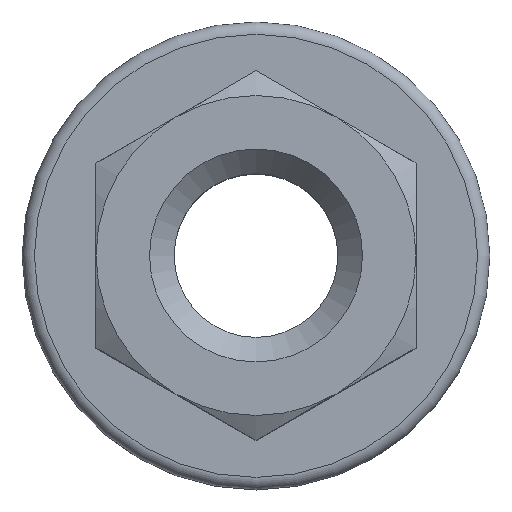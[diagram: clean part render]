
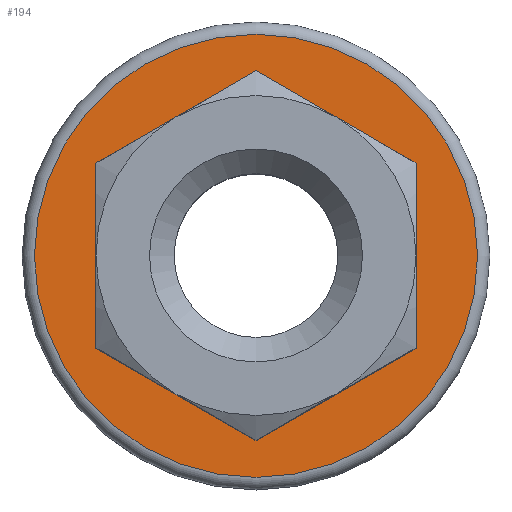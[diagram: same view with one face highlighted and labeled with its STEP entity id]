
A CAD part, top view. The second image highlights one B-rep face of the part: STEP entity #194.
In plain terms, the highlighted planar face has unit normal (0, 0, 1).
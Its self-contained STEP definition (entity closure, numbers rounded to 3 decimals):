
#194 = ADVANCED_FACE( '', ( #263, #264 ), #265, .T. );
#263 = FACE_OUTER_BOUND( '', #344, .T. );
#264 = FACE_BOUND( '', #345, .T. );
#265 = PLANE( '', #346 );
#344 = EDGE_LOOP( '', ( #488 ) );
#345 = EDGE_LOOP( '', ( #489, #490, #491, #492, #493, #494 ) );
#346 = AXIS2_PLACEMENT_3D( '', #495, #496, #497 );
#488 = ORIENTED_EDGE( '', *, *, #580, .T. );
#489 = ORIENTED_EDGE( '', *, *, #592, .T. );
#490 = ORIENTED_EDGE( '', *, *, #594, .T. );
#491 = ORIENTED_EDGE( '', *, *, #575, .T. );
#492 = ORIENTED_EDGE( '', *, *, #578, .T. );
#493 = ORIENTED_EDGE( '', *, *, #595, .T. );
#494 = ORIENTED_EDGE( '', *, *, #596, .T. );
#495 = CARTESIAN_POINT( '', ( 0., 0., 4.2 ) );
#496 = DIRECTION( '', ( 0., 0., 1. ) );
#497 = DIRECTION( '', ( 1., 0., 0. ) );
#575 = EDGE_CURVE( '', #637, #640, #642, .T. );
#578 = EDGE_CURVE( '', #640, #645, #647, .T. );
#580 = EDGE_CURVE( '', #650, #650, #651, .T. );
#592 = EDGE_CURVE( '', #666, #671, #673, .T. );
#594 = EDGE_CURVE( '', #671, #637, #675, .T. );
#595 = EDGE_CURVE( '', #645, #676, #677, .T. );
#596 = EDGE_CURVE( '', #676, #666, #678, .T. );
#637 = VERTEX_POINT( '', #733 );
#640 = VERTEX_POINT( '', #742 );
#642 = LINE( '', #745, #746 );
#645 = VERTEX_POINT( '', #756 );
#647 = LINE( '', #759, #760 );
#650 = VERTEX_POINT( '', #763 );
#651 = CIRCLE( '', #764, 9. );
#666 = VERTEX_POINT( '', #779 );
#671 = VERTEX_POINT( '', #797 );
#673 = LINE( '', #800, #801 );
#675 = LINE( '', #808, #809 );
#676 = VERTEX_POINT( '', #810 );
#677 = LINE( '', #811, #812 );
#678 = LINE( '', #813, #814 );
#733 = CARTESIAN_POINT( '', ( -6.5, 3.753, 4.2 ) );
#742 = CARTESIAN_POINT( '', ( 0., 7.506, 4.2 ) );
#745 = CARTESIAN_POINT( '', ( -6.5, 3.753, 4.2 ) );
#746 = VECTOR( '', #896, 1000. );
#756 = CARTESIAN_POINT( '', ( 6.5, 3.753, 4.2 ) );
#759 = CARTESIAN_POINT( '', ( 0., 7.506, 4.2 ) );
#760 = VECTOR( '', #898, 1000. );
#763 = CARTESIAN_POINT( '', ( 9., 0., 4.2 ) );
#764 = AXIS2_PLACEMENT_3D( '', #902, #903, #904 );
#779 = CARTESIAN_POINT( '', ( 0., -7.506, 4.2 ) );
#797 = CARTESIAN_POINT( '', ( -6.5, -3.753, 4.2 ) );
#800 = CARTESIAN_POINT( '', ( 0., -7.506, 4.2 ) );
#801 = VECTOR( '', #928, 1000. );
#808 = CARTESIAN_POINT( '', ( -6.5, -3.753, 4.2 ) );
#809 = VECTOR( '', #929, 1000. );
#810 = CARTESIAN_POINT( '', ( 6.5, -3.753, 4.2 ) );
#811 = CARTESIAN_POINT( '', ( 6.5, 3.753, 4.2 ) );
#812 = VECTOR( '', #930, 1000. );
#813 = CARTESIAN_POINT( '', ( 6.5, -3.753, 4.2 ) );
#814 = VECTOR( '', #931, 1000. );
#896 = DIRECTION( '', ( 0.866, 0.5, 0. ) );
#898 = DIRECTION( '', ( 0.866, -0.5, 0. ) );
#902 = CARTESIAN_POINT( '', ( 0., 0., 4.2 ) );
#903 = DIRECTION( '', ( 0., 0., 1. ) );
#904 = DIRECTION( '', ( 1., 0., 0. ) );
#928 = DIRECTION( '', ( -0.866, 0.5, 0. ) );
#929 = DIRECTION( '', ( 0., 1., 0. ) );
#930 = DIRECTION( '', ( 0., -1., 0. ) );
#931 = DIRECTION( '', ( -0.866, -0.5, 0. ) );
